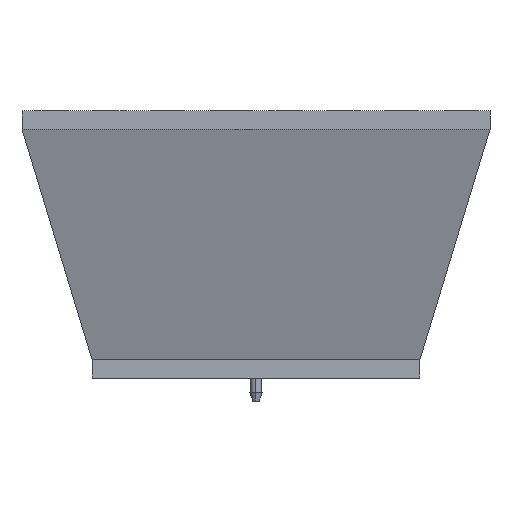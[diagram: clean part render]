
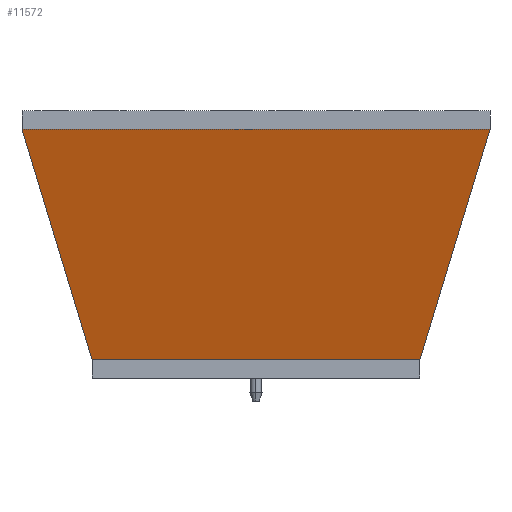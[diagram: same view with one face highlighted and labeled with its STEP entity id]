
A CAD part, left-side view. The second image highlights one B-rep face of the part: STEP entity #11572.
In plain terms, the highlighted planar face has unit normal (-0.957, 0, -0.291).
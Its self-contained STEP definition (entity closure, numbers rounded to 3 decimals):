
#17 = VERTEX_POINT ( 'NONE', #17192 ) ;
#295 = CARTESIAN_POINT ( 'NONE',  ( 0., 71.2, 0. ) ) ;
#832 = PLANE ( 'NONE',  #14317 ) ;
#1215 = VERTEX_POINT ( 'NONE', #3846 ) ;
#2069 = VERTEX_POINT ( 'NONE', #7601 ) ;
#2325 = EDGE_LOOP ( 'NONE', ( #12746, #15688, #15478, #19862 ) ) ;
#2536 = DIRECTION ( 'NONE',  ( 0.957, 0., 0.291 ) ) ;
#3846 = CARTESIAN_POINT ( 'NONE',  ( 0., 0., 0. ) ) ;
#3897 = EDGE_CURVE ( 'NONE', #17, #20711, #10678, .T. ) ;
#4241 = DIRECTION ( 'NONE',  ( 0.291, 0., -0.957 ) ) ;
#4539 = CARTESIAN_POINT ( 'NONE',  ( -15.2, -15.2, 50. ) ) ;
#4670 = DIRECTION ( 'NONE',  ( 0.279, -0.279, -0.919 ) ) ;
#5260 = VECTOR ( 'NONE', #14260, 1000. ) ;
#5446 = LINE ( 'NONE', #4539, #11051 ) ;
#6967 = CARTESIAN_POINT ( 'NONE',  ( 0., 0., 0. ) ) ;
#7601 = CARTESIAN_POINT ( 'NONE',  ( -15.2, -15.2, 50. ) ) ;
#8134 = LINE ( 'NONE', #6967, #13713 ) ;
#8211 = EDGE_CURVE ( 'NONE', #1215, #20711, #8134, .T. ) ;
#8926 = EDGE_CURVE ( 'NONE', #2069, #1215, #5446, .T. ) ;
#10678 = LINE ( 'NONE', #11370, #18655 ) ;
#11051 = VECTOR ( 'NONE', #14848, 1000. ) ;
#11370 = CARTESIAN_POINT ( 'NONE',  ( -15.2, 86.4, 50. ) ) ;
#11572 = ADVANCED_FACE ( 'NONE', ( #16480 ), #832, .F. ) ;
#11728 = DIRECTION ( 'NONE',  ( 0., 1., 0. ) ) ;
#12707 = CARTESIAN_POINT ( 'NONE',  ( 0., 0., 0. ) ) ;
#12746 = ORIENTED_EDGE ( 'NONE', *, *, #3897, .T. ) ;
#13223 = EDGE_CURVE ( 'NONE', #2069, #17, #19874, .T. ) ;
#13713 = VECTOR ( 'NONE', #11728, 1000. ) ;
#14260 = DIRECTION ( 'NONE',  ( 0., 1., 0. ) ) ;
#14317 = AXIS2_PLACEMENT_3D ( 'NONE', #12707, #2536, #4241 ) ;
#14848 = DIRECTION ( 'NONE',  ( 0.279, 0.279, -0.919 ) ) ;
#15478 = ORIENTED_EDGE ( 'NONE', *, *, #8926, .F. ) ;
#15688 = ORIENTED_EDGE ( 'NONE', *, *, #8211, .F. ) ;
#16480 = FACE_OUTER_BOUND ( 'NONE', #2325, .T. ) ;
#17192 = CARTESIAN_POINT ( 'NONE',  ( -15.2, 86.4, 50. ) ) ;
#18655 = VECTOR ( 'NONE', #4670, 1000. ) ;
#19862 = ORIENTED_EDGE ( 'NONE', *, *, #13223, .T. ) ;
#19874 = LINE ( 'NONE', #21001, #5260 ) ;
#20711 = VERTEX_POINT ( 'NONE', #295 ) ;
#21001 = CARTESIAN_POINT ( 'NONE',  ( -15.2, -15.2, 50. ) ) ;
